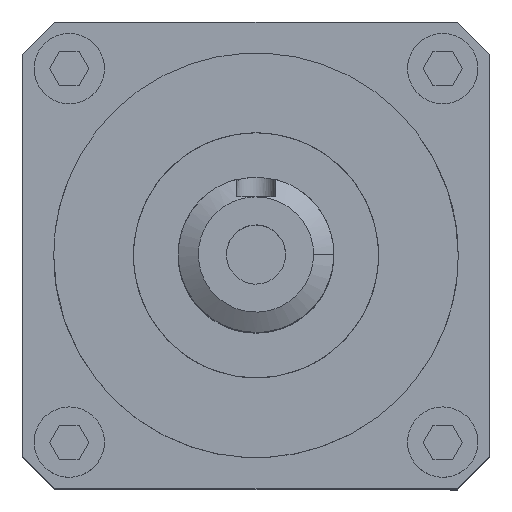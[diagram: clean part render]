
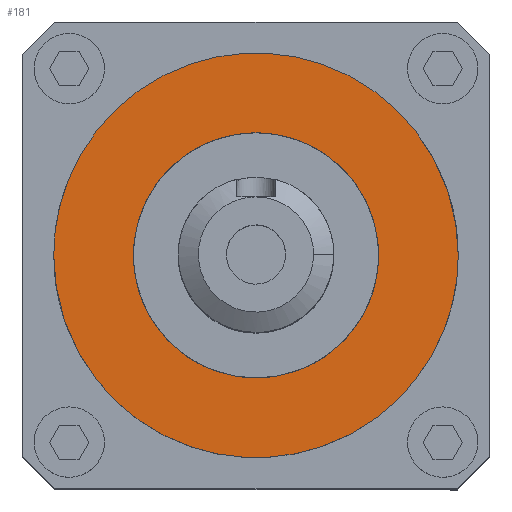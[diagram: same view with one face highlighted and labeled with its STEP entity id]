
A CAD part, top view. The second image highlights one B-rep face of the part: STEP entity #181.
In plain terms, the highlighted planar face has unit normal (0, 0, 1).
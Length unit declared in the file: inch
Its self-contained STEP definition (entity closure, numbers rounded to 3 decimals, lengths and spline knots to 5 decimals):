
#40=FACE_BOUND($,#574,.T.);
#181=ADVANCED_FACE($,(#373,#40),#2315,.T.);
#373=FACE_OUTER_BOUND($,#573,.T.);
#573=EDGE_LOOP($,(#1154,#1155));
#574=EDGE_LOOP($,(#1156,#1157));
#1154=ORIENTED_EDGE($,*,*,#1780,.T.);
#1155=ORIENTED_EDGE($,*,*,#1853,.T.);
#1156=ORIENTED_EDGE($,*,*,#1821,.T.);
#1157=ORIENTED_EDGE($,*,*,#1865,.T.);
#1780=EDGE_CURVE($,#2129,#2175,#2532,.T.);
#1821=EDGE_CURVE($,#2154,#2183,#2550,.T.);
#1853=EDGE_CURVE($,#2175,#2129,#2571,.T.);
#1865=EDGE_CURVE($,#2183,#2154,#2579,.T.);
#2129=VERTEX_POINT($,#5356);
#2154=VERTEX_POINT($,#5381);
#2175=VERTEX_POINT($,#5402);
#2183=VERTEX_POINT($,#5410);
#2315=PLANE($,#3027);
#2532=(
BOUNDED_CURVE()
B_SPLINE_CURVE(2,(#4652,#4653,#4654,#4655,#4656),.UNSPECIFIED.,.F.,.F.)
B_SPLINE_CURVE_WITH_KNOTS((3,2,3),(-4.08335,-3.06251,-2.04168),
.UNSPECIFIED.)
CURVE()
GEOMETRIC_REPRESENTATION_ITEM()
RATIONAL_B_SPLINE_CURVE((1.,0.707,1.,0.707,1.))
REPRESENTATION_ITEM($)
);
#2550=(
BOUNDED_CURVE()
B_SPLINE_CURVE(2,(#4790,#4791,#4792,#4793,#4794),.UNSPECIFIED.,.F.,.F.)
B_SPLINE_CURVE_WITH_KNOTS((3,2,3),(-2.47316,-1.85487,-1.23658),
.UNSPECIFIED.)
CURVE()
GEOMETRIC_REPRESENTATION_ITEM()
RATIONAL_B_SPLINE_CURVE((1.,0.707,1.,0.707,1.))
REPRESENTATION_ITEM($)
);
#2571=(
BOUNDED_CURVE()
B_SPLINE_CURVE(2,(#4917,#4918,#4919,#4920,#4921),.UNSPECIFIED.,.F.,.F.)
B_SPLINE_CURVE_WITH_KNOTS((3,2,3),(-2.04168,-1.02084,0.),
.UNSPECIFIED.)
CURVE()
GEOMETRIC_REPRESENTATION_ITEM()
RATIONAL_B_SPLINE_CURVE((1.,0.707,1.,0.707,1.))
REPRESENTATION_ITEM($)
);
#2579=(
BOUNDED_CURVE()
B_SPLINE_CURVE(2,(#4965,#4966,#4967,#4968,#4969),.UNSPECIFIED.,.F.,.F.)
B_SPLINE_CURVE_WITH_KNOTS((3,2,3),(-1.23658,-0.61829,
0.),.UNSPECIFIED.)
CURVE()
GEOMETRIC_REPRESENTATION_ITEM()
RATIONAL_B_SPLINE_CURVE((1.,0.707,1.,0.707,1.))
REPRESENTATION_ITEM($)
);
#3027=AXIS2_PLACEMENT_3D($,#5076,#3113,$);
#3113=DIRECTION($,(0.,0.,1.));
#4652=CARTESIAN_POINT($,(0.65,0.,2.3));
#4653=CARTESIAN_POINT($,(0.65,0.65,2.3));
#4654=CARTESIAN_POINT($,(0.,0.65,2.3));
#4655=CARTESIAN_POINT($,(-0.65,0.65,2.3));
#4656=CARTESIAN_POINT($,(-0.65,0.,2.3));
#4790=CARTESIAN_POINT($,(0.,0.3937,2.3));
#4791=CARTESIAN_POINT($,(0.3937,0.3937,2.3));
#4792=CARTESIAN_POINT($,(0.3937,0.,2.3));
#4793=CARTESIAN_POINT($,(0.3937,-0.3937,2.3));
#4794=CARTESIAN_POINT($,(0.,-0.3937,2.3));
#4917=CARTESIAN_POINT($,(-0.65,0.,2.3));
#4918=CARTESIAN_POINT($,(-0.65,-0.65,2.3));
#4919=CARTESIAN_POINT($,(0.,-0.65,2.3));
#4920=CARTESIAN_POINT($,(0.65,-0.65,2.3));
#4921=CARTESIAN_POINT($,(0.65,0.,2.3));
#4965=CARTESIAN_POINT($,(0.,-0.3937,2.3));
#4966=CARTESIAN_POINT($,(-0.3937,-0.3937,2.3));
#4967=CARTESIAN_POINT($,(-0.3937,0.,2.3));
#4968=CARTESIAN_POINT($,(-0.3937,0.3937,2.3));
#4969=CARTESIAN_POINT($,(0.,0.3937,2.3));
#5076=CARTESIAN_POINT($,(-0.663,0.663,2.3));
#5356=CARTESIAN_POINT($,(0.65,0.,2.3));
#5381=CARTESIAN_POINT($,(0.,0.3937,2.3));
#5402=CARTESIAN_POINT($,(-0.65,0.,2.3));
#5410=CARTESIAN_POINT($,(0.,-0.3937,2.3));
